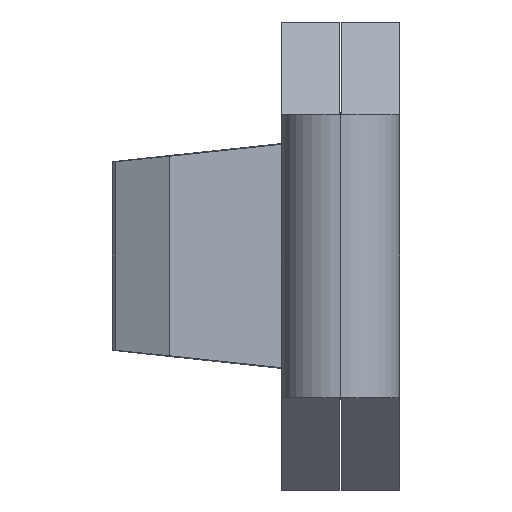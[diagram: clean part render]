
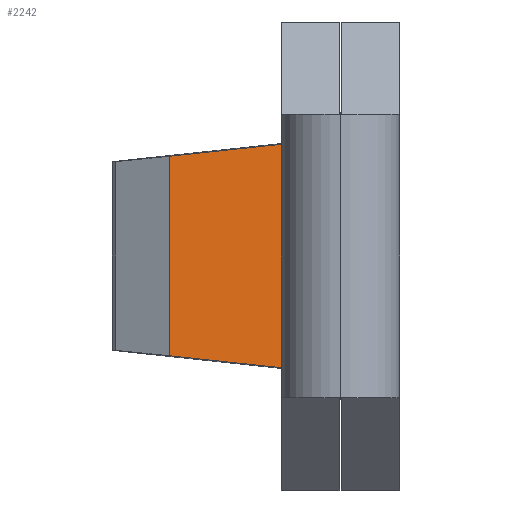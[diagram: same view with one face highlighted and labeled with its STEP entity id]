
A CAD part, left-side view. The second image highlights one B-rep face of the part: STEP entity #2242.
In plain terms, the highlighted planar face has unit normal (-0.993, -0.117, 0).
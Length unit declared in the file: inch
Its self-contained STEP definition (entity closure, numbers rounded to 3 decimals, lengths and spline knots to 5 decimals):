
#34 = LINE ( 'NONE', #2221, #2412 ) ;
#321 = CARTESIAN_POINT ( 'NONE',  ( 0.9065, 0.0907, 0.0625 ) ) ;
#549 = AXIS2_PLACEMENT_3D ( 'NONE', #1059, #1036, #1023 ) ;
#615 = CARTESIAN_POINT ( 'NONE',  ( 0.91719, 0.00027, -0.0625 ) ) ;
#1023 = DIRECTION ( 'NONE',  ( -0.117, 0.993, 0. ) ) ;
#1036 = DIRECTION ( 'NONE',  ( 0.993, 0.117, 0. ) ) ;
#1059 = CARTESIAN_POINT ( 'NONE',  ( 0.9065, 0.0907, 0.0625 ) ) ;
#1094 = VECTOR ( 'NONE', #3046, 39.37008 ) ;
#1211 = PLANE ( 'NONE',  #549 ) ;
#1298 = VECTOR ( 'NONE', #2106, 39.37008 ) ;
#1398 = ORIENTED_EDGE ( 'NONE', *, *, #2617, .T. ) ;
#1451 = VECTOR ( 'NONE', #2880, 39.37008 ) ;
#1462 = EDGE_LOOP ( 'NONE', ( #3054, #2413, #1398, #2000 ) ) ;
#2000 = ORIENTED_EDGE ( 'NONE', *, *, #3073, .F. ) ;
#2026 = EDGE_CURVE ( 'NONE', #3604, #3230, #34, .T. ) ;
#2103 = DIRECTION ( 'NONE',  ( 0., 0., -1. ) ) ;
#2106 = DIRECTION ( 'NONE',  ( -0.117, 0.988, -0.105 ) ) ;
#2128 = LINE ( 'NONE', #3026, #1298 ) ;
#2221 = CARTESIAN_POINT ( 'NONE',  ( 0.91719, 0.00027, 0.0625 ) ) ;
#2242 = ADVANCED_FACE ( 'NONE', ( #3696 ), #1211, .F. ) ;
#2412 = VECTOR ( 'NONE', #2103, 39.37008 ) ;
#2413 = ORIENTED_EDGE ( 'NONE', *, *, #3032, .T. ) ;
#2617 = EDGE_CURVE ( 'NONE', #3188, #3015, #3843, .T. ) ;
#2638 = CARTESIAN_POINT ( 'NONE',  ( 0.91719, 0.00027, 0.0625 ) ) ;
#2733 = CARTESIAN_POINT ( 'NONE',  ( 0.91719, 0.00027, -0.0625 ) ) ;
#2807 = CARTESIAN_POINT ( 'NONE',  ( 0.9065, 0.0907, 0.05285 ) ) ;
#2853 = LINE ( 'NONE', #2733, #1094 ) ;
#2880 = DIRECTION ( 'NONE',  ( 0., 0., -1. ) ) ;
#3015 = VERTEX_POINT ( 'NONE', #3963 ) ;
#3026 = CARTESIAN_POINT ( 'NONE',  ( 0.90662, 0.08969, 0.05295 ) ) ;
#3032 = EDGE_CURVE ( 'NONE', #3604, #3188, #2128, .T. ) ;
#3046 = DIRECTION ( 'NONE',  ( -0.117, 0.988, 0.105 ) ) ;
#3054 = ORIENTED_EDGE ( 'NONE', *, *, #2026, .F. ) ;
#3073 = EDGE_CURVE ( 'NONE', #3230, #3015, #2853, .T. ) ;
#3188 = VERTEX_POINT ( 'NONE', #2807 ) ;
#3230 = VERTEX_POINT ( 'NONE', #615 ) ;
#3604 = VERTEX_POINT ( 'NONE', #2638 ) ;
#3696 = FACE_OUTER_BOUND ( 'NONE', #1462, .T. ) ;
#3843 = LINE ( 'NONE', #321, #1451 ) ;
#3963 = CARTESIAN_POINT ( 'NONE',  ( 0.9065, 0.0907, -0.05285 ) ) ;
